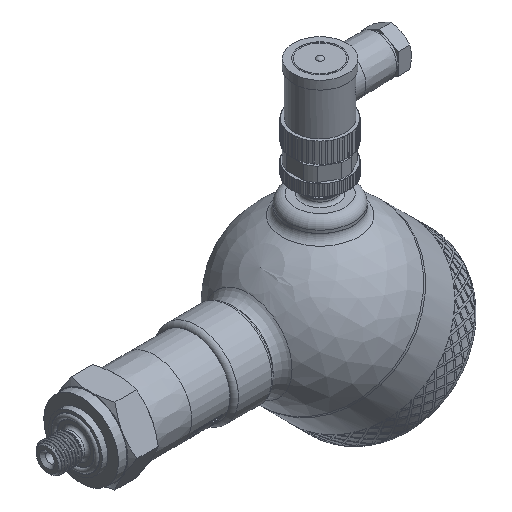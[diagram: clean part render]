
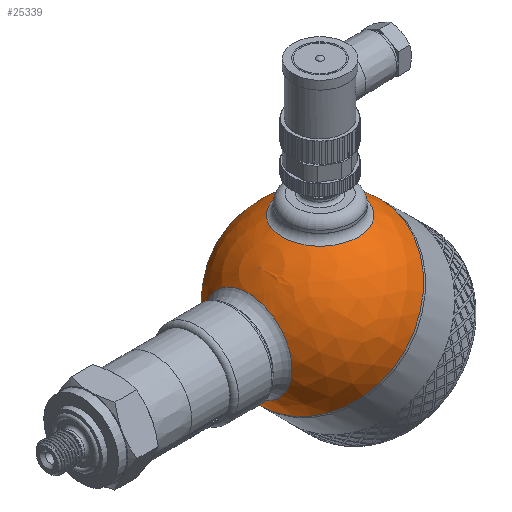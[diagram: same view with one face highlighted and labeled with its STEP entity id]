
A CAD part, isometric view. The second image highlights one B-rep face of the part: STEP entity #25339.
In plain terms, the highlighted spherical face has radius 30 mm.
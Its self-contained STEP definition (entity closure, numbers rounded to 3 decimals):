
#36=SPHERICAL_SURFACE('',#26884,30.);
#1012=FACE_BOUND('',#3445,.T.);
#1013=FACE_BOUND('',#3446,.T.);
#1794=FACE_OUTER_BOUND('',#3444,.T.);
#3444=EDGE_LOOP('',(#18284,#18285,#18286,#18287));
#3445=EDGE_LOOP('',(#18288));
#3446=EDGE_LOOP('',(#18289));
#4950=CIRCLE('',#26807,30.);
#4951=CIRCLE('',#26808,30.);
#4978=CIRCLE('',#26880,13.5);
#4981=CIRCLE('',#26885,30.);
#4982=CIRCLE('',#26886,15.643);
#9693=VERTEX_POINT('',#34016);
#9694=VERTEX_POINT('',#34018);
#10221=VERTEX_POINT('',#40782);
#10223=VERTEX_POINT('',#40789);
#10224=VERTEX_POINT('',#40791);
#12437=EDGE_CURVE('',#9693,#9694,#4950,.T.);
#12438=EDGE_CURVE('',#9694,#9693,#4951,.T.);
#13231=EDGE_CURVE('',#10221,#10221,#4978,.T.);
#13234=EDGE_CURVE('',#9694,#10223,#4981,.T.);
#13235=EDGE_CURVE('',#10224,#10224,#4982,.T.);
#18284=ORIENTED_EDGE('',*,*,#12438,.F.);
#18285=ORIENTED_EDGE('',*,*,#13234,.T.);
#18286=ORIENTED_EDGE('',*,*,#13234,.F.);
#18287=ORIENTED_EDGE('',*,*,#12437,.F.);
#18288=ORIENTED_EDGE('',*,*,#13235,.F.);
#18289=ORIENTED_EDGE('',*,*,#13231,.F.);
#25339=ADVANCED_FACE('',(#1794,#1012,#1013),#36,.T.);
#26807=AXIS2_PLACEMENT_3D('',#34019,#28522,#28523);
#26808=AXIS2_PLACEMENT_3D('',#34020,#28524,#28525);
#26880=AXIS2_PLACEMENT_3D('',#40783,#28946,#28947);
#26884=AXIS2_PLACEMENT_3D('',#40788,#28954,#28955);
#26885=AXIS2_PLACEMENT_3D('',#40790,#28956,#28957);
#26886=AXIS2_PLACEMENT_3D('',#40792,#28958,#28959);
#28522=DIRECTION('center_axis',(1.,0.,0.));
#28523=DIRECTION('ref_axis',(0.,1.,0.));
#28524=DIRECTION('center_axis',(1.,0.,0.));
#28525=DIRECTION('ref_axis',(0.,1.,0.));
#28946=DIRECTION('center_axis',(-0.707,0.,-0.707));
#28947=DIRECTION('ref_axis',(-0.707,0.,0.707));
#28954=DIRECTION('center_axis',(1.,0.,0.));
#28955=DIRECTION('ref_axis',(0.,-1.,0.));
#28956=DIRECTION('center_axis',(0.,0.,1.));
#28957=DIRECTION('ref_axis',(0.,1.,0.));
#28958=DIRECTION('center_axis',(-0.707,0.,0.707));
#28959=DIRECTION('ref_axis',(0.707,0.,0.707));
#34016=CARTESIAN_POINT('',(0.,-30.,0.));
#34018=CARTESIAN_POINT('',(0.,30.,0.));
#34019=CARTESIAN_POINT('Origin',(0.,0.,0.));
#34020=CARTESIAN_POINT('Origin',(0.,0.,0.));
#40782=CARTESIAN_POINT('',(-9.398,0.,-28.49));
#40783=CARTESIAN_POINT('Origin',(-18.944,0.,-18.944));
#40788=CARTESIAN_POINT('Origin',(0.,0.,0.));
#40789=CARTESIAN_POINT('',(-30.,0.,0.));
#40790=CARTESIAN_POINT('Origin',(0.,0.,0.));
#40791=CARTESIAN_POINT('',(-29.162,0.,7.04));
#40792=CARTESIAN_POINT('Origin',(-18.101,0.,18.101));
